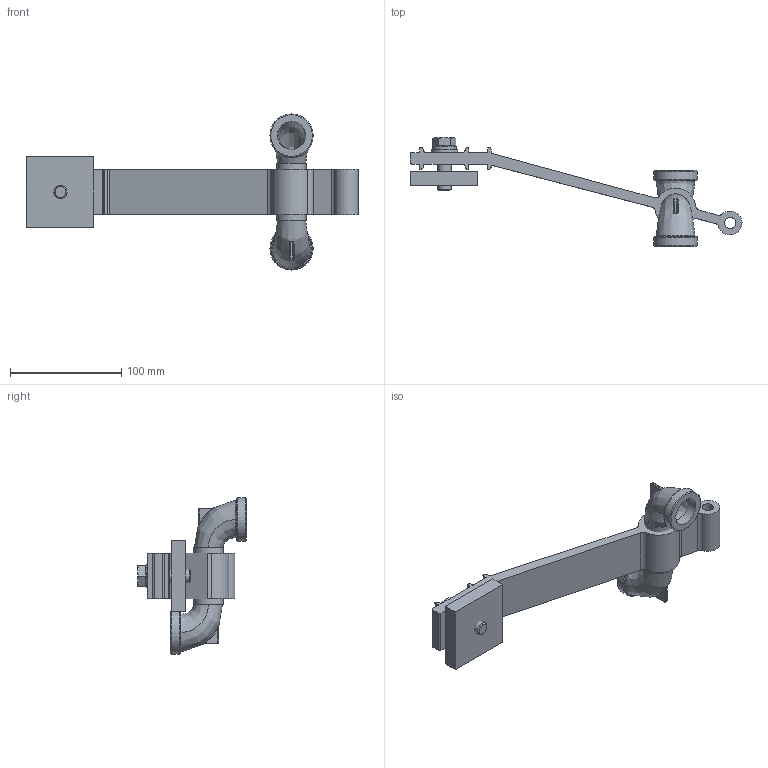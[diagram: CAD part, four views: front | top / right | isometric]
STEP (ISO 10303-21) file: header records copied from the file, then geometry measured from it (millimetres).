
FILE_DESCRIPTION((''),'2;1');
FILE_NAME('25095.stp','2011-03-10T14:16:03',('jholman'),(''),'Autodesk Inventor 2011','Autodesk Inventor 2011','');
FILE_SCHEMA(('AUTOMOTIVE_DESIGN { 1 0 10303 214 1 1 1 1 }'));
Length unit declared in the file: inch
Products named in the file (7): 25095; 78620; 74135; 3D11LOB4B; AS 1237 (4.1) 12 mm; ASME B18.21.2M 12; Hex Cap Screw - Metric M12 x 40
Assembly tree (7 placements, depth 2):
  25095
    78620
    74135  x2
    3D11LOB4B
    AS 1237 (4.1) 12 mm
    ASME B18.21.2M 12
    Hex Cap Screw - Metric M12 x 40
Bounding box: 298.63 x 97.82 x 140.49 mm (x, y, z)
Volume: 251359.8 mm3; surface area: 80131.8 mm2
Topology: 7 solids, 7 shells, 179 faces, 456 edges, 297 vertices
Faces by surface type: plane 64, cylinder 59, bspline 40, cone 7, torus 5, sphere 4
Full cylindrical faces by diameter (mm): 10.319 x1, 10.414 x1, 12 x1, 13.097 x1, 14 x1, 16.6 x1, 23.416 x1, 24 x1, 26.289 x2, 38.894 x2
Entity records: 5747 total; most frequent: CARTESIAN_POINT 2069, DIRECTION 687, ORIENTED_EDGE 676, EDGE_CURVE 338, AXIS2_PLACEMENT_3D 268, VERTEX_POINT 229, EDGE_LOOP 171, VECTOR 151
